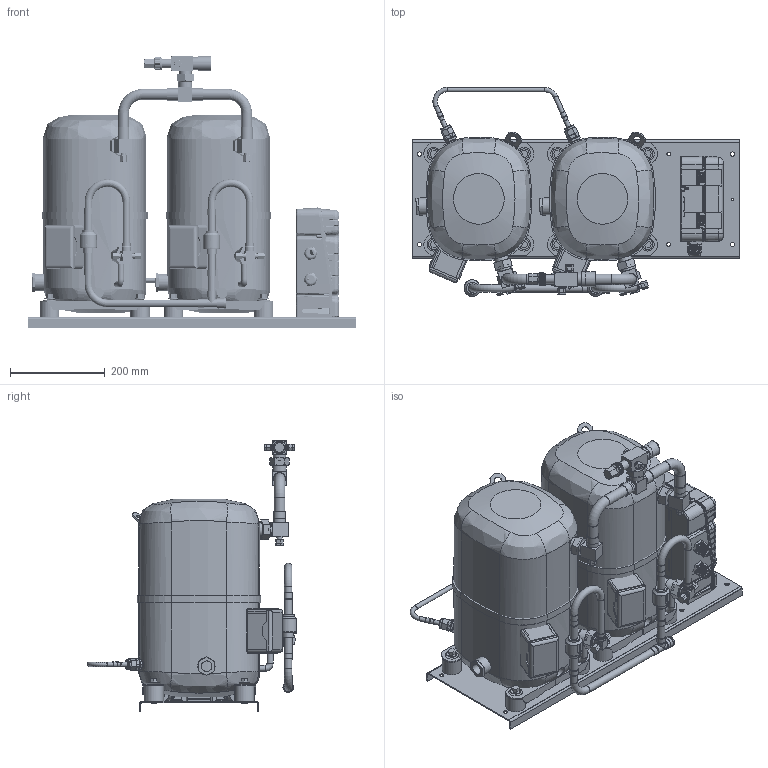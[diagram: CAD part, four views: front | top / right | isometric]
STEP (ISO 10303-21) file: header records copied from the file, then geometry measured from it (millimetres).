
FILE_DESCRIPTION(/* description */ (''),/* implementation_level */ '2;1');
FILE_NAME(/* name */ 'DG8800.stp',/* time_stamp */ '2011-11-30T18:52:09+05:00',/* author */ (''),/* organization */ (''),/* preprocessor_version */ 'ST-DEVELOPER v11',/* originating_system */ 'SIEMENS UGS NX 6.0',/* authorisation */ '');
FILE_SCHEMA (('CONFIG_CONTROL_DESIGN'));
Length unit declared in the file: millimetre
Products named in the file (1): DG8800
Bounding box: 690 x 440.95 x 572.39 mm (x, y, z)
Volume: 61766038.1 mm3; surface area: 2993937.2 mm2
Topology: 117 solids, 119 shells, 5218 faces, 13411 edges, 8596 vertices
Faces by surface type: bspline 2420, revolution 1087, plane 882, cylinder 504, cone 202, extrusion 68, torus 49, sphere 6
Full cylindrical faces by diameter (mm): 4.5 x4, 5 x5, 5.5 x2, 7.525 x2, 8 x15, 8.125 x2, 9 x6, 9.52 x3, 9.525 x6, 10 x4, 10.025 x2, 10.2 x4, 10.5 x2, 10.925 x2, 11 x6, 11.5 x14, 12.7 x8, 13 x2, 13.5 x6, 13.9 x1, 14 x7, 14.025 x2, 14.5 x2, 14.729 x2, 15 x12, 15.4 x2, 15.9 x5, 15.92 x4, 16 x4, 16.2 x2
Entity records: 186539 total; most frequent: CARTESIAN_POINT 88506, ORIENTED_EDGE 25632, EDGE_CURVE 12816, B_SPLINE_CURVE_WITH_KNOTS 9460, DIRECTION 9274, VERTEX_POINT 8393, EDGE_LOOP 5946, ADVANCED_FACE 5208
